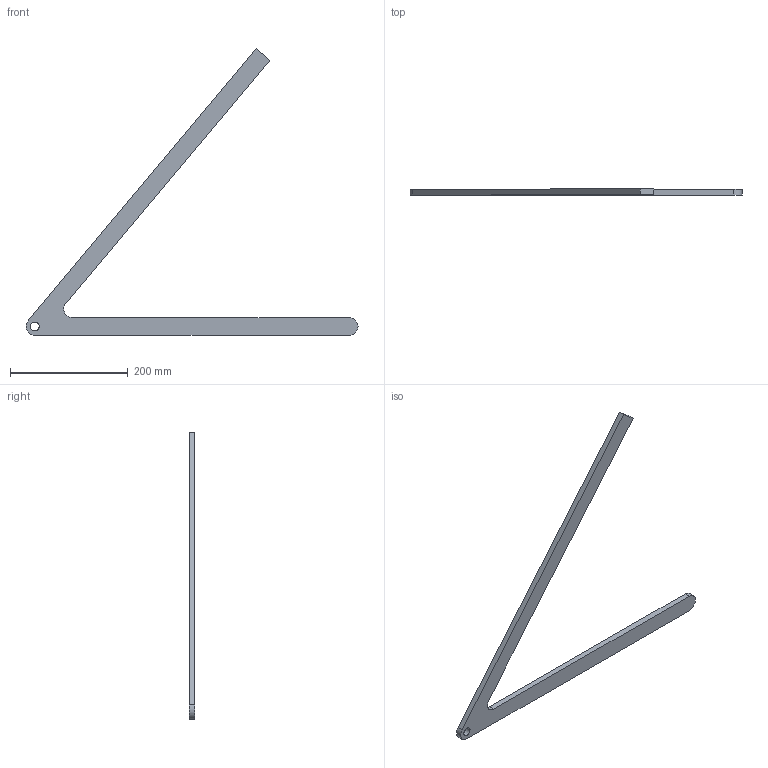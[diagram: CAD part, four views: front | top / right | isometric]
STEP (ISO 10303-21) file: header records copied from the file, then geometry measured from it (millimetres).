
FILE_DESCRIPTION((''),'2;1');
FILE_NAME('BACK_SUSPENSION_TOP','2020-09-07T11:13:40',('marin'),(''),'CREO PARAMETRIC BY PTC INC, 2019224','CREO PARAMETRIC BY PTC INC, 2019224','');
FILE_SCHEMA(('CONFIG_CONTROL_DESIGN'));
Length unit declared in the file: millimetre
Products named in the file (1): BACK_SUSPENSION_TOP
Bounding box: 565 x 10 x 487.65 mm (x, y, z)
Volume: 343591.1 mm3; surface area: 92142.9 mm2
Topology: 1 solids, 1 shells, 12 faces, 30 edges, 20 vertices
Faces by surface type: plane 7, cylinder 5
Entity records: 406 total; most frequent: DIRECTION 64, CARTESIAN_POINT 62, ORIENTED_EDGE 60, EDGE_CURVE 30, AXIS2_PLACEMENT_3D 22, VECTOR 20, LINE 20, VERTEX_POINT 20
